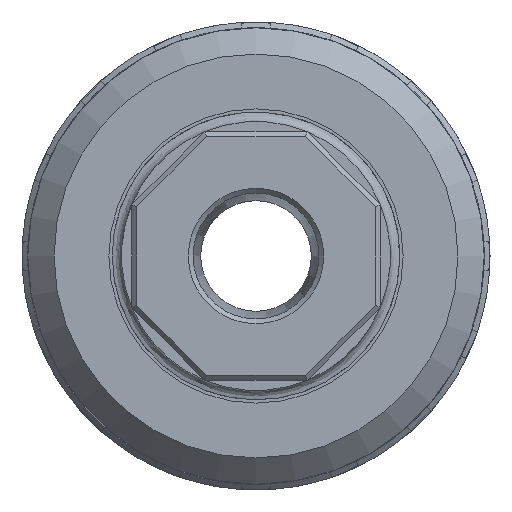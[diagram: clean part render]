
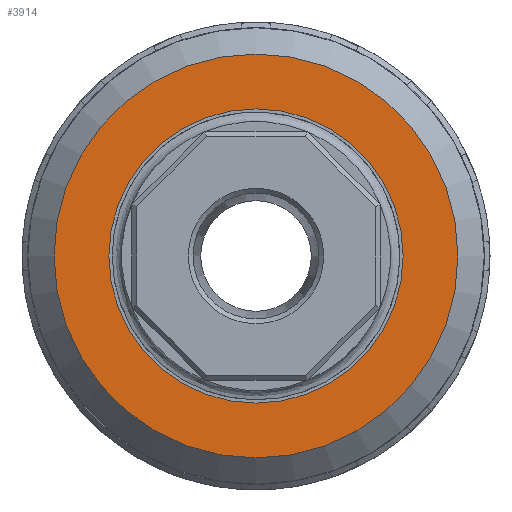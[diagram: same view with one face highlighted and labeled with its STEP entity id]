
A CAD part, front view. The second image highlights one B-rep face of the part: STEP entity #3914.
In plain terms, the highlighted face is planar.
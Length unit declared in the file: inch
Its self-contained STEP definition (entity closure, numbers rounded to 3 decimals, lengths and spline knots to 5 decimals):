
#3880=CARTESIAN_POINT('',(5.01595,-6.16837,21.76945));
#3881=VERTEX_POINT('',#3880);
#3882=CARTESIAN_POINT('',(7.12595,-6.16837,21.76945));
#3883=DIRECTION('',(0.0,0.0,-1.0));
#3884=DIRECTION('',(-1.0,0.0,0.0));
#3885=AXIS2_PLACEMENT_3D('',#3882,#3883,#3884);
#3886=CIRCLE('',#3885,2.11);
#3887=EDGE_CURVE('',#3881,#3881,#3886,.T.);
#3895=CARTESIAN_POINT('',(5.2722,-6.16837,21.76945));
#3896=DIRECTION('',(0.0,0.0,1.0));
#3897=DIRECTION('',(1.0,0.0,0.0));
#3898=AXIS2_PLACEMENT_3D('',#3895,#3896,#3897);
#3899=PLANE('',#3898);
#3900=ORIENTED_EDGE('',*,*,#3887,.F.);
#3901=EDGE_LOOP('',(#3900));
#3902=FACE_OUTER_BOUND('',#3901,.T.);
#3903=CARTESIAN_POINT('',(5.58845,-6.16837,21.76945));
#3904=VERTEX_POINT('',#3903);
#3905=CARTESIAN_POINT('',(7.12595,-6.16837,21.76945));
#3906=DIRECTION('',(0.0,0.0,-1.0));
#3907=DIRECTION('',(-1.0,0.0,0.0));
#3908=AXIS2_PLACEMENT_3D('',#3905,#3906,#3907);
#3909=CIRCLE('',#3908,1.5375);
#3910=EDGE_CURVE('',#3904,#3904,#3909,.T.);
#3911=ORIENTED_EDGE('',*,*,#3910,.T.);
#3912=EDGE_LOOP('',(#3911));
#3913=FACE_BOUND('',#3912,.T.);
#3914=ADVANCED_FACE('',(#3902,#3913),#3899,.T.);
